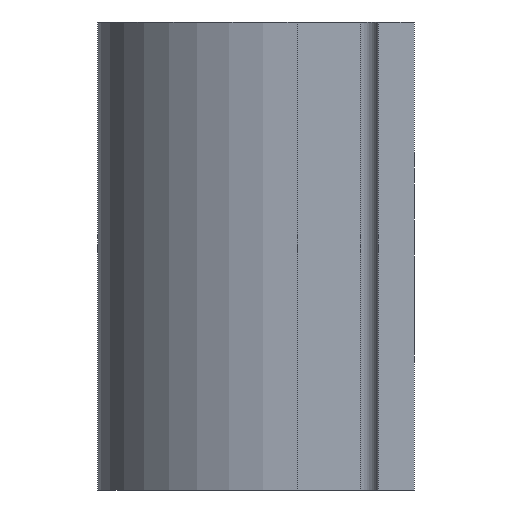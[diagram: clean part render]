
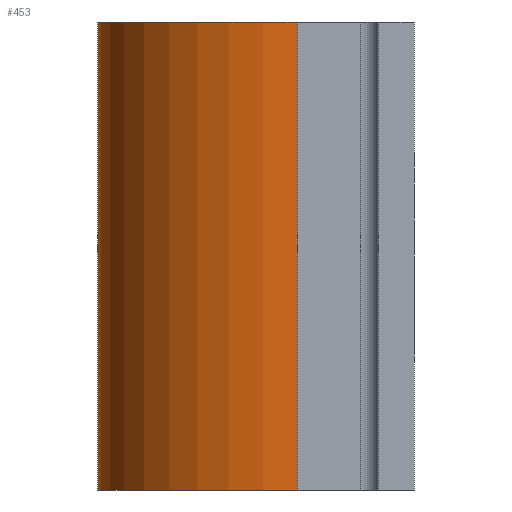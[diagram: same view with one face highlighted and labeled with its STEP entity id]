
A CAD part, left-side view. The second image highlights one B-rep face of the part: STEP entity #453.
In plain terms, the highlighted cylindrical face has radius 6.769 mm (diameter 13.538 mm), a partial arc.
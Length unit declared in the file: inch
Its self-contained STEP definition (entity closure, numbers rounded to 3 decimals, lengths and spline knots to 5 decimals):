
#20 = EDGE_CURVE ( 'NONE', #81, #486, #431, .T. ) ;
#21 = DIRECTION ( 'NONE',  ( 0., 0., -1. ) ) ;
#28 = CARTESIAN_POINT ( 'NONE',  ( 0.6075, 0.1565, 0.3125 ) ) ;
#41 = ORIENTED_EDGE ( 'NONE', *, *, #530, .T. ) ;
#53 = CARTESIAN_POINT ( 'NONE',  ( 1.1405, 0.1565, 0.3125 ) ) ;
#56 = CYLINDRICAL_SURFACE ( 'NONE', #276, 0.2665 ) ;
#59 = VECTOR ( 'NONE', #544, 39.37008 ) ;
#73 = CARTESIAN_POINT ( 'NONE',  ( 0.874, 0.1565, 0.3125 ) ) ;
#79 = ORIENTED_EDGE ( 'NONE', *, *, #400, .T. ) ;
#81 = VERTEX_POINT ( 'NONE', #496 ) ;
#82 = CARTESIAN_POINT ( 'NONE',  ( 1.1405, 0.1565, -0.3125 ) ) ;
#111 = CARTESIAN_POINT ( 'NONE',  ( 0.874, 0.1565, -0.3125 ) ) ;
#120 = DIRECTION ( 'NONE',  ( 1., 0., 0. ) ) ;
#155 = CARTESIAN_POINT ( 'NONE',  ( 0.6075, 0.1565, 0.3125 ) ) ;
#169 = LINE ( 'NONE', #28, #393 ) ;
#176 = DIRECTION ( 'NONE',  ( -1., 0., 0. ) ) ;
#183 = AXIS2_PLACEMENT_3D ( 'NONE', #111, #21, #252 ) ;
#192 = CIRCLE ( 'NONE', #413, 0.2665 ) ;
#250 = CARTESIAN_POINT ( 'NONE',  ( 1.1405, 0.1565, 0.3125 ) ) ;
#252 = DIRECTION ( 'NONE',  ( 1., 0., 0. ) ) ;
#259 = VERTEX_POINT ( 'NONE', #250 ) ;
#276 = AXIS2_PLACEMENT_3D ( 'NONE', #73, #318, #176 ) ;
#312 = ORIENTED_EDGE ( 'NONE', *, *, #20, .F. ) ;
#318 = DIRECTION ( 'NONE',  ( 0., 0., -1. ) ) ;
#319 = LINE ( 'NONE', #53, #59 ) ;
#323 = DIRECTION ( 'NONE',  ( 0., 0., -1. ) ) ;
#324 = FACE_OUTER_BOUND ( 'NONE', #436, .T. ) ;
#358 = DIRECTION ( 'NONE',  ( 0., 0., -1. ) ) ;
#376 = VERTEX_POINT ( 'NONE', #155 ) ;
#393 = VECTOR ( 'NONE', #323, 39.37008 ) ;
#395 = CARTESIAN_POINT ( 'NONE',  ( 0.874, 0.1565, 0.3125 ) ) ;
#400 = EDGE_CURVE ( 'NONE', #259, #486, #319, .T. ) ;
#401 = ORIENTED_EDGE ( 'NONE', *, *, #460, .F. ) ;
#413 = AXIS2_PLACEMENT_3D ( 'NONE', #395, #358, #120 ) ;
#431 = CIRCLE ( 'NONE', #183, 0.2665 ) ;
#436 = EDGE_LOOP ( 'NONE', ( #312, #401, #41, #79 ) ) ;
#453 = ADVANCED_FACE ( 'NONE', ( #324 ), #56, .T. ) ;
#460 = EDGE_CURVE ( 'NONE', #376, #81, #169, .T. ) ;
#486 = VERTEX_POINT ( 'NONE', #82 ) ;
#496 = CARTESIAN_POINT ( 'NONE',  ( 0.6075, 0.1565, -0.3125 ) ) ;
#530 = EDGE_CURVE ( 'NONE', #376, #259, #192, .T. ) ;
#544 = DIRECTION ( 'NONE',  ( 0., 0., -1. ) ) ;
